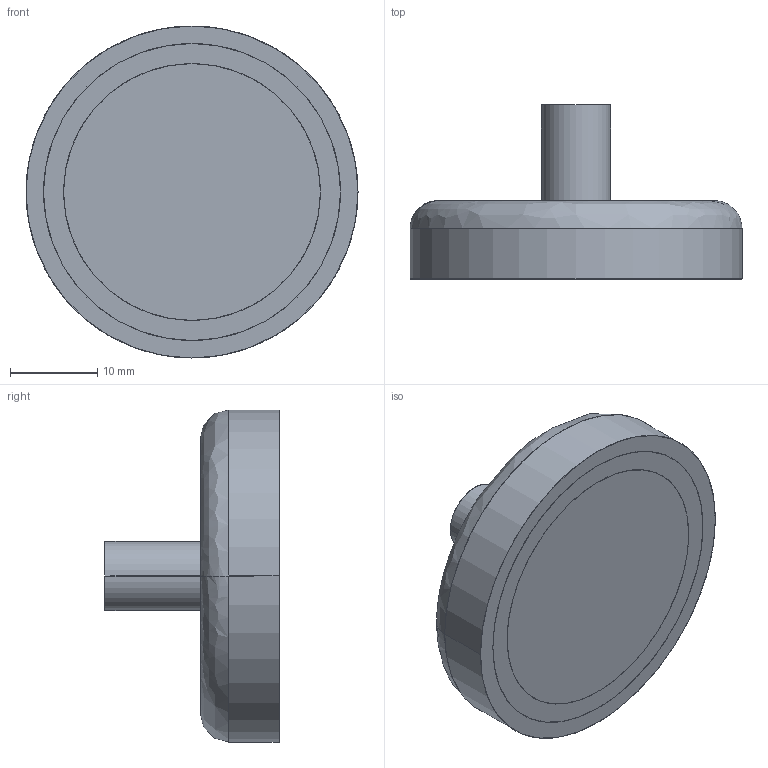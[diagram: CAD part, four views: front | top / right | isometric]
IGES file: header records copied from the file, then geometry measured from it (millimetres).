
Start section: SolidWorks IGES file using analytic representation for surfaces
Global section: file name: CUPM1500.igs; native system: SolidWorks 2012; preprocessor: SolidWorks 2012; author: shipping; date: 120420.131508; units: inch
Bounding box: 38.1 x 19.99 x 38.1 mm (x, y, z)
Surface area: 8077.3 mm2 (no closed solid volume)
Topology: 0 solids, 0 shells, 22 faces, 760 edges, 760 vertices
Faces by surface type: revolution 12, bspline 10
